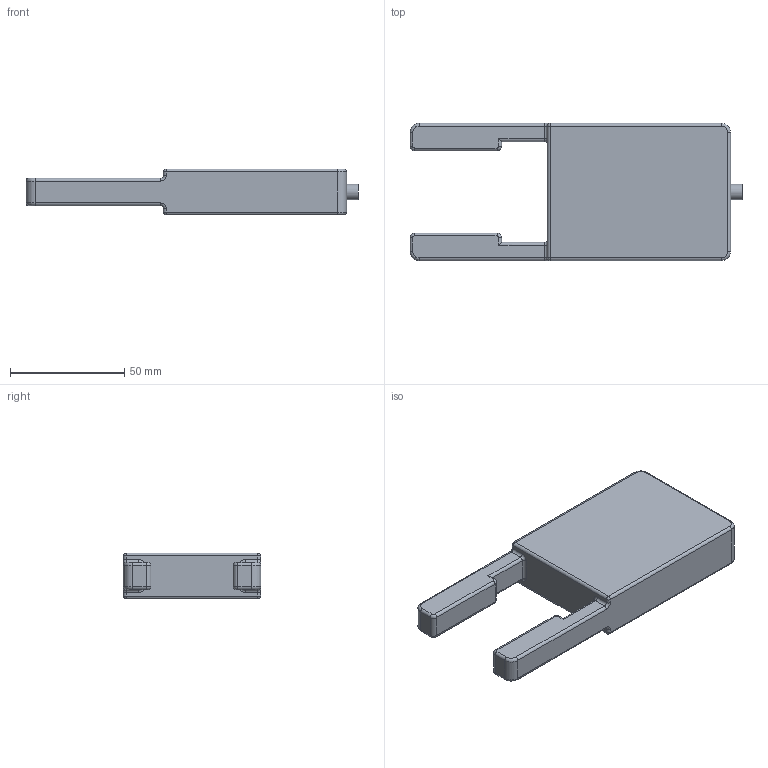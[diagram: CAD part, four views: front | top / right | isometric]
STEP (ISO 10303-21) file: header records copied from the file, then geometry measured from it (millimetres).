
FILE_DESCRIPTION(/* description */ ('STEP AP242','CAx-IF Rec.Pracs.---Representation and Presentation of Product Manufacturing Information (PMI)---4.0---2014-10-13','CAx-IF Rec.Pracs.---3D Tessellated Geometry---0.4---2014-09-14','2;1'),/* implementation_level */ '2;1');
FILE_NAME(/* name */ 'Part Studio 1 - Grip',/* time_stamp */ '2024-07-21T23:03:05Z',/* author */ (''),/* organization */ (''),/* preprocessor_version */ 'ST-DEVELOPER v20',/* originating_system */ ' ',/* authorisation */ ' ');
FILE_SCHEMA (('AP242_MANAGED_MODEL_BASED_3D_ENGINEERING_MIM_LF { 1 0 10303 442 1 1 4 }'));
Length unit declared in the file: metre
Products named in the file (1): Grip
Bounding box: 145 x 60 x 20 mm (x, y, z)
Volume: 110957.7 mm3; surface area: 20160.7 mm2
Topology: 1 solids, 1 shells, 94 faces, 213 edges, 118 vertices
Faces by surface type: cylinder 47, torus 24, plane 19, sphere 4
Full cylindrical faces by diameter (mm): 6.743 x1
Entity records: 2592 total; most frequent: DIRECTION 512, CARTESIAN_POINT 421, ORIENTED_EDGE 416, AXIS2_PLACEMENT_3D 209, EDGE_CURVE 208, VERTEX_POINT 118, CIRCLE 110, EDGE_LOOP 96
